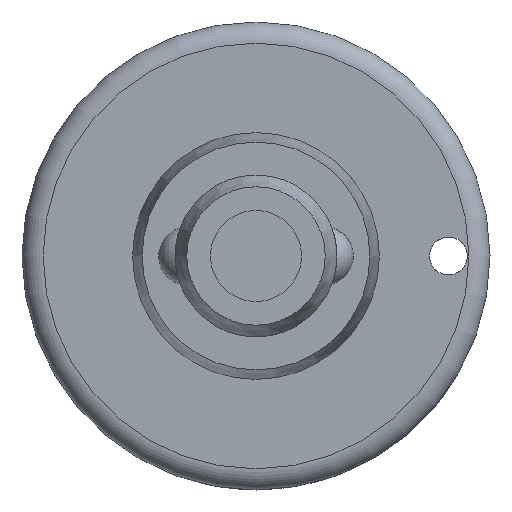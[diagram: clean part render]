
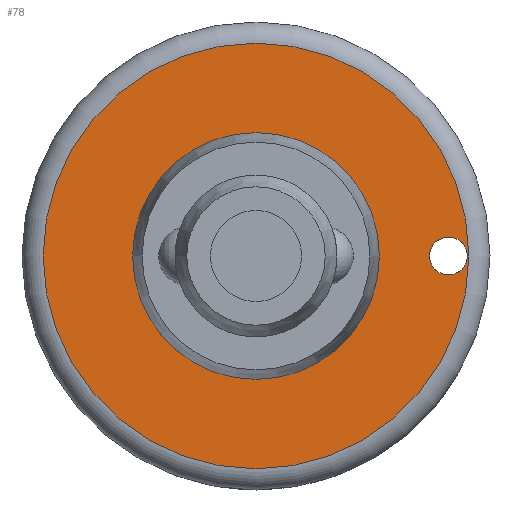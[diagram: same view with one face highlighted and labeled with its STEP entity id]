
A CAD part, front view. The second image highlights one B-rep face of the part: STEP entity #78.
In plain terms, the highlighted planar face has unit normal (0, -1, 0).
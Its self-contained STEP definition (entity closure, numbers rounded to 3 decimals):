
#78 = ADVANCED_FACE( '', ( #169, #170, #171 ), #172, .F. );
#169 = FACE_OUTER_BOUND( '', #257, .T. );
#170 = FACE_BOUND( '', #258, .T. );
#171 = FACE_BOUND( '', #259, .T. );
#172 = PLANE( '', #260 );
#257 = EDGE_LOOP( '', ( #376 ) );
#258 = EDGE_LOOP( '', ( #377 ) );
#259 = EDGE_LOOP( '', ( #378 ) );
#260 = AXIS2_PLACEMENT_3D( '', #379, #380, #381 );
#376 = ORIENTED_EDGE( '', *, *, #434, .F. );
#377 = ORIENTED_EDGE( '', *, *, #403, .T. );
#378 = ORIENTED_EDGE( '', *, *, #430, .T. );
#379 = CARTESIAN_POINT( '', ( -9.15, 21.56, 0. ) );
#380 = DIRECTION( '', ( 0., 1., 0. ) );
#381 = DIRECTION( '', ( -1., 0., 0. ) );
#403 = EDGE_CURVE( '', #452, #452, #453, .T. );
#430 = EDGE_CURVE( '', #490, #490, #491, .T. );
#434 = EDGE_CURVE( '', #494, #494, #495, .T. );
#452 = VERTEX_POINT( '', #546 );
#453 = CIRCLE( '', #547, 1.4 );
#490 = VERTEX_POINT( '', #690 );
#491 = CIRCLE( '', #691, 9.15 );
#494 = VERTEX_POINT( '', #694 );
#495 = CIRCLE( '', #695, 15.78 );
#546 = CARTESIAN_POINT( '', ( 12.87, 21.56, 0. ) );
#547 = AXIS2_PLACEMENT_3D( '', #713, #714, #715 );
#690 = CARTESIAN_POINT( '', ( -9.15, 21.56, 0. ) );
#691 = AXIS2_PLACEMENT_3D( '', #746, #747, #748 );
#694 = CARTESIAN_POINT( '', ( -15.78, 21.56, 0. ) );
#695 = AXIS2_PLACEMENT_3D( '', #749, #750, #751 );
#713 = CARTESIAN_POINT( '', ( 14.27, 21.56, 0. ) );
#714 = DIRECTION( '', ( 0., 1., 0. ) );
#715 = DIRECTION( '', ( -1., 0., 0. ) );
#746 = CARTESIAN_POINT( '', ( 0., 21.56, 0. ) );
#747 = DIRECTION( '', ( 0., 1., 0. ) );
#748 = DIRECTION( '', ( -1., 0., 0. ) );
#749 = CARTESIAN_POINT( '', ( 0., 21.56, 0. ) );
#750 = DIRECTION( '', ( 0., 1., 0. ) );
#751 = DIRECTION( '', ( -1., 0., 0. ) );
